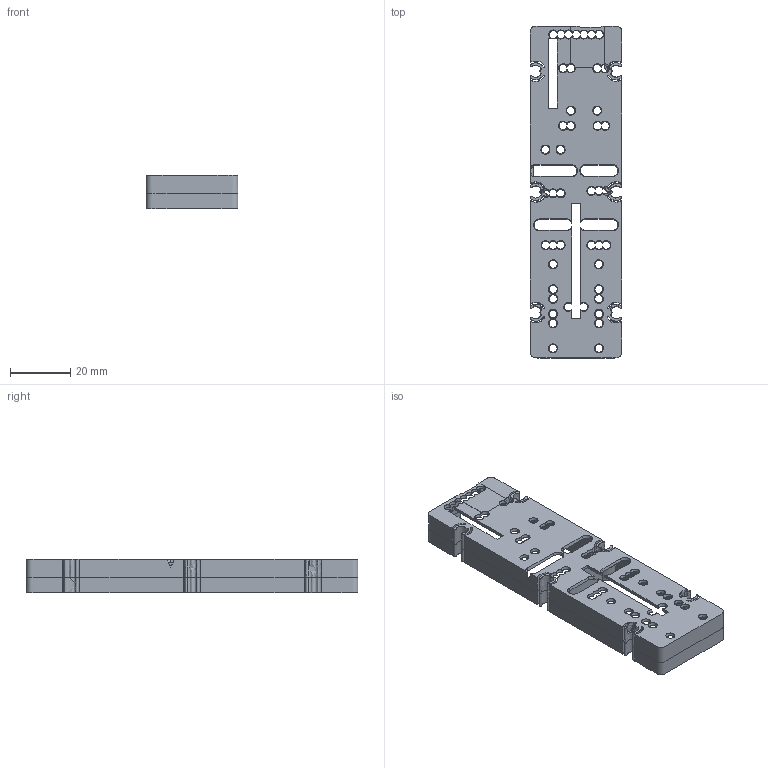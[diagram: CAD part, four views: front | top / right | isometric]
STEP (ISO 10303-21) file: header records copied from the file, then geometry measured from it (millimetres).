
FILE_DESCRIPTION(/* description */ (''),/* implementation_level */ '2;1');
FILE_NAME(/* name */ 'middle',/* time_stamp */ '2023-02-08T20:50:29+01:00',/* author */ (''),/* organization */ (''),/* preprocessor_version */ 'ST-DEVELOPER v10',/* originating_system */ '',/* authorisation */ '');
FILE_SCHEMA (('CONFIG_CONTROL_DESIGN'));
Length unit declared in the file: millimetre
Products named in the file (1): 1
Bounding box: 30.48 x 110 x 11.04 mm (x, y, z)
Volume: 6461.2 mm3; surface area: 14179.5 mm2
Topology: 1 solids, 1 shells, 314 faces, 912 edges, 590 vertices
Faces by surface type: bspline 247, plane 67
Entity records: 14823 total; most frequent: CARTESIAN_POINT 9768, ORIENTED_EDGE 1824, EDGE_CURVE 912, VERTEX_POINT 590, B_SPLINE_CURVE_WITH_KNOTS 397, EDGE_LOOP 362, ADVANCED_FACE 314, FACE_OUTER_BOUND 314
